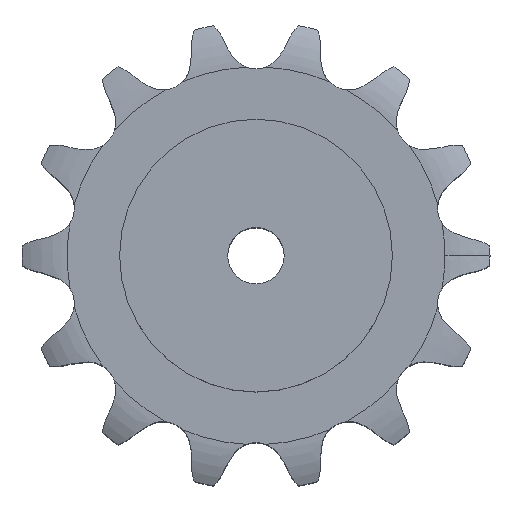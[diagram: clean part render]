
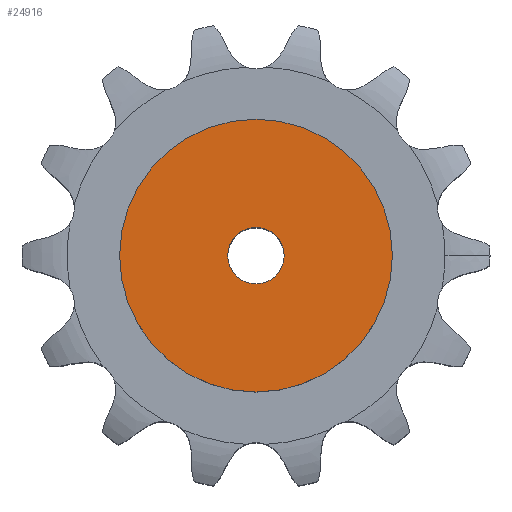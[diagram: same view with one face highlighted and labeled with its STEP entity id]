
A CAD part, top view. The second image highlights one B-rep face of the part: STEP entity #24916.
In plain terms, the highlighted planar face has unit normal (0, 0, 1).
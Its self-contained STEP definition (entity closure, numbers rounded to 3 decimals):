
#13468 = CYLINDRICAL_SURFACE('',#13469,15.);
#13469 = AXIS2_PLACEMENT_3D('',#13470,#13471,#13472);
#13470 = CARTESIAN_POINT('',(0.,0.,434.784));
#13471 = DIRECTION('',(0.,0.,1.));
#13472 = DIRECTION('',(1.,0.,0.));
#17020 = EDGE_CURVE('',#17021,#17021,#17023,.T.);
#17021 = VERTEX_POINT('',#17022);
#17022 = CARTESIAN_POINT('',(15.,0.,180.));
#17023 = SURFACE_CURVE('',#17024,(#17029,#17036),.PCURVE_S1.);
#17024 = CIRCLE('',#17025,15.);
#17025 = AXIS2_PLACEMENT_3D('',#17026,#17027,#17028);
#17026 = CARTESIAN_POINT('',(0.,0.,180.));
#17027 = DIRECTION('',(0.,0.,1.));
#17028 = DIRECTION('',(1.,0.,0.));
#17029 = PCURVE('',#13468,#17030);
#17030 = DEFINITIONAL_REPRESENTATION('',(#17031),#17035);
#17031 = LINE('',#17032,#17033);
#17032 = CARTESIAN_POINT('',(0.,-254.784));
#17033 = VECTOR('',#17034,1.);
#17034 = DIRECTION('',(1.,0.));
#17035 = ( GEOMETRIC_REPRESENTATION_CONTEXT(2) 
PARAMETRIC_REPRESENTATION_CONTEXT() REPRESENTATION_CONTEXT('2D SPACE',''
  ) );
#17036 = PCURVE('',#17037,#17042);
#17037 = PLANE('',#17038);
#17038 = AXIS2_PLACEMENT_3D('',#17039,#17040,#17041);
#17039 = CARTESIAN_POINT('',(0.,0.,180.)
  );
#17040 = DIRECTION('',(0.,0.,1.));
#17041 = DIRECTION('',(1.,0.,0.));
#17042 = DEFINITIONAL_REPRESENTATION('',(#17043),#17047);
#17043 = CIRCLE('',#17044,15.);
#17044 = AXIS2_PLACEMENT_2D('',#17045,#17046);
#17045 = CARTESIAN_POINT('',(0.,0.));
#17046 = DIRECTION('',(1.,0.));
#17047 = ( GEOMETRIC_REPRESENTATION_CONTEXT(2) 
PARAMETRIC_REPRESENTATION_CONTEXT() REPRESENTATION_CONTEXT('2D SPACE',''
  ) );
#24916 = ADVANCED_FACE('',(#24917,#24948),#17037,.T.);
#24917 = FACE_BOUND('',#24918,.T.);
#24918 = EDGE_LOOP('',(#24919));
#24919 = ORIENTED_EDGE('',*,*,#24920,.T.);
#24920 = EDGE_CURVE('',#24921,#24921,#24923,.T.);
#24921 = VERTEX_POINT('',#24922);
#24922 = CARTESIAN_POINT('',(72.5,0.,180.));
#24923 = SURFACE_CURVE('',#24924,(#24929,#24936),.PCURVE_S1.);
#24924 = CIRCLE('',#24925,72.5);
#24925 = AXIS2_PLACEMENT_3D('',#24926,#24927,#24928);
#24926 = CARTESIAN_POINT('',(0.,0.,180.));
#24927 = DIRECTION('',(0.,0.,1.));
#24928 = DIRECTION('',(1.,0.,0.));
#24929 = PCURVE('',#17037,#24930);
#24930 = DEFINITIONAL_REPRESENTATION('',(#24931),#24935);
#24931 = CIRCLE('',#24932,72.5);
#24932 = AXIS2_PLACEMENT_2D('',#24933,#24934);
#24933 = CARTESIAN_POINT('',(0.,0.));
#24934 = DIRECTION('',(1.,0.));
#24935 = ( GEOMETRIC_REPRESENTATION_CONTEXT(2) 
PARAMETRIC_REPRESENTATION_CONTEXT() REPRESENTATION_CONTEXT('2D SPACE',''
  ) );
#24936 = PCURVE('',#24937,#24942);
#24937 = CYLINDRICAL_SURFACE('',#24938,72.5);
#24938 = AXIS2_PLACEMENT_3D('',#24939,#24940,#24941);
#24939 = CARTESIAN_POINT('',(0.,0.,0.));
#24940 = DIRECTION('',(-0.,-0.,-1.));
#24941 = DIRECTION('',(1.,0.,0.));
#24942 = DEFINITIONAL_REPRESENTATION('',(#24943),#24947);
#24943 = LINE('',#24944,#24945);
#24944 = CARTESIAN_POINT('',(-0.,-180.));
#24945 = VECTOR('',#24946,1.);
#24946 = DIRECTION('',(-1.,0.));
#24947 = ( GEOMETRIC_REPRESENTATION_CONTEXT(2) 
PARAMETRIC_REPRESENTATION_CONTEXT() REPRESENTATION_CONTEXT('2D SPACE',''
  ) );
#24948 = FACE_BOUND('',#24949,.T.);
#24949 = EDGE_LOOP('',(#24950));
#24950 = ORIENTED_EDGE('',*,*,#17020,.F.);
